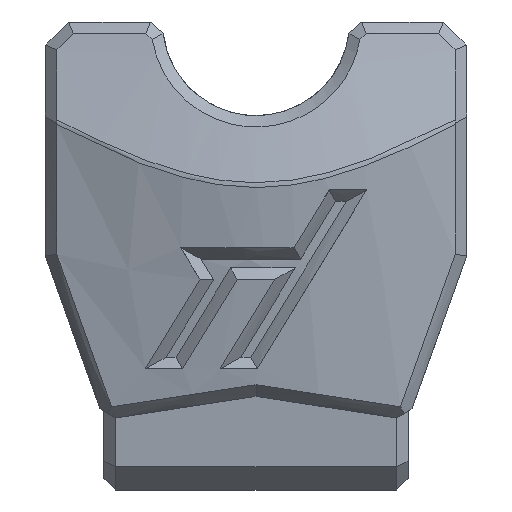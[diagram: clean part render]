
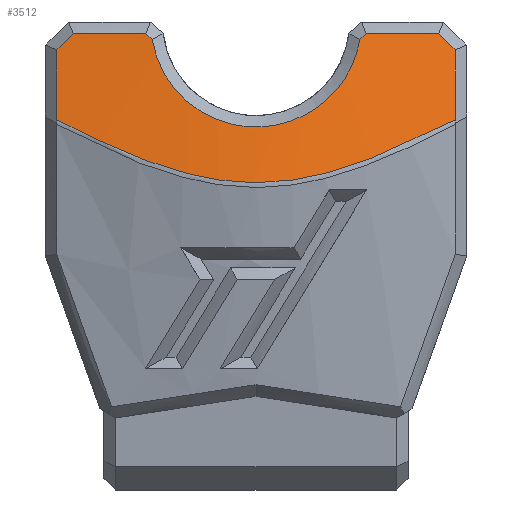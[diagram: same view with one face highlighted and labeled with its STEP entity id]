
A CAD part, front view. The second image highlights one B-rep face of the part: STEP entity #3512.
In plain terms, the highlighted free-form (B-spline) face has degree [3, 3] with [5, 4] control points.
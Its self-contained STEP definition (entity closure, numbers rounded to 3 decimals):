
#980=FACE_OUTER_BOUND('',#1174,.T.);
#1174=EDGE_LOOP('',(#2606,#2607,#2608,#2609,#2610,#2611,#2612,#2613,#2614,
#2615));
#1398=B_SPLINE_CURVE_WITH_KNOTS('',3,(#5330,#5331,#5332,#5333,#5334,#5335,
#5336,#5337),.UNSPECIFIED.,.F.,.F.,(4,1,2,1,4),(-1.809,-1.446,
-0.901,-0.356,0.007),
 .UNSPECIFIED.);
#1406=B_SPLINE_CURVE_WITH_KNOTS('',3,(#5417,#5418,#5419,#5420),
 .UNSPECIFIED.,.F.,.F.,(4,4),(-0.381,-0.073),
 .UNSPECIFIED.);
#1414=B_SPLINE_CURVE_WITH_KNOTS('',3,(#5478,#5479,#5480,#5481),
 .UNSPECIFIED.,.F.,.F.,(4,4),(-0.291,0.018),
 .UNSPECIFIED.);
#1421=B_SPLINE_CURVE_WITH_KNOTS('',3,(#5564,#5565,#5566,#5567),
 .UNSPECIFIED.,.F.,.F.,(4,4),(-0.167,-0.07),
 .UNSPECIFIED.);
#1424=B_SPLINE_CURVE_WITH_KNOTS('',3,(#5597,#5598,#5599,#5600),
 .UNSPECIFIED.,.F.,.F.,(4,4),(-0.385,-0.072),
 .UNSPECIFIED.);
#1428=B_SPLINE_CURVE_WITH_KNOTS('',3,(#5635,#5636,#5637,#5638),
 .UNSPECIFIED.,.F.,.F.,(4,4),(-0.11,-0.071),
 .UNSPECIFIED.);
#1432=B_SPLINE_CURVE_WITH_KNOTS('',3,(#5698,#5699,#5700,#5701,#5702,#5703,
#5704,#5705),.UNSPECIFIED.,.F.,.F.,(4,1,2,1,4),(-1.167,-0.955,
-0.592,-0.229,-0.016),.UNSPECIFIED.);
#1437=B_SPLINE_CURVE_WITH_KNOTS('',3,(#5758,#5759,#5760,#5761),
 .UNSPECIFIED.,.F.,.F.,(4,4),(-0.107,-0.068),
 .UNSPECIFIED.);
#1441=B_SPLINE_CURVE_WITH_KNOTS('',3,(#5796,#5797,#5798,#5799),
 .UNSPECIFIED.,.F.,.F.,(4,4),(-0.382,-0.07),
 .UNSPECIFIED.);
#1445=B_SPLINE_CURVE_WITH_KNOTS('',3,(#5833,#5834,#5835,#5836),
 .UNSPECIFIED.,.F.,.F.,(4,4),(-0.174,-0.072),
 .UNSPECIFIED.);
#1528=VERTEX_POINT('',#5315);
#1529=VERTEX_POINT('',#5329);
#1534=VERTEX_POINT('',#5416);
#1540=VERTEX_POINT('',#5471);
#1545=VERTEX_POINT('',#5563);
#1547=VERTEX_POINT('',#5596);
#1550=VERTEX_POINT('',#5634);
#1553=VERTEX_POINT('',#5697);
#1557=VERTEX_POINT('',#5757);
#1560=VERTEX_POINT('',#5795);
#1900=EDGE_CURVE('',#1528,#1529,#1398,.T.);
#1908=EDGE_CURVE('',#1529,#1534,#1406,.T.);
#1916=EDGE_CURVE('',#1540,#1528,#1414,.T.);
#1923=EDGE_CURVE('',#1545,#1540,#1421,.T.);
#1926=EDGE_CURVE('',#1547,#1545,#1424,.T.);
#1930=EDGE_CURVE('',#1550,#1547,#1428,.T.);
#1934=EDGE_CURVE('',#1553,#1550,#1432,.T.);
#1939=EDGE_CURVE('',#1557,#1553,#1437,.T.);
#1943=EDGE_CURVE('',#1560,#1557,#1441,.T.);
#1947=EDGE_CURVE('',#1534,#1560,#1445,.T.);
#2606=ORIENTED_EDGE('',*,*,#1900,.F.);
#2607=ORIENTED_EDGE('',*,*,#1916,.F.);
#2608=ORIENTED_EDGE('',*,*,#1923,.F.);
#2609=ORIENTED_EDGE('',*,*,#1926,.F.);
#2610=ORIENTED_EDGE('',*,*,#1930,.F.);
#2611=ORIENTED_EDGE('',*,*,#1934,.F.);
#2612=ORIENTED_EDGE('',*,*,#1939,.F.);
#2613=ORIENTED_EDGE('',*,*,#1943,.F.);
#2614=ORIENTED_EDGE('',*,*,#1947,.F.);
#2615=ORIENTED_EDGE('',*,*,#1908,.F.);
#3464=B_SPLINE_SURFACE_WITH_KNOTS('',3,3,((#5952,#5953,#5954,#5955),(#5956,
#5957,#5958,#5959),(#5960,#5961,#5962,#5963),(#5964,#5965,#5966,#5967),
(#5968,#5969,#5970,#5971)),.UNSPECIFIED.,.F.,.F.,.F.,(4,1,4),(4,4),(0.,
1.,2.),(0.,1.),.UNSPECIFIED.);
#3512=ADVANCED_FACE('',(#980),#3464,.F.);
#5315=CARTESIAN_POINT('',(8.505,-6.54,15.826));
#5329=CARTESIAN_POINT('',(-8.505,-6.54,15.826));
#5330=CARTESIAN_POINT('Ctrl Pts',(8.505,-6.54,15.826));
#5331=CARTESIAN_POINT('Ctrl Pts',(7.462,-6.837,15.281));
#5332=CARTESIAN_POINT('Ctrl Pts',(4.816,-7.542,13.985));
#5333=CARTESIAN_POINT('Ctrl Pts',(1.856,-8.005,13.129));
#5334=CARTESIAN_POINT('Ctrl Pts',(-1.856,-8.005,13.129));
#5335=CARTESIAN_POINT('Ctrl Pts',(-4.816,-7.542,13.985));
#5336=CARTESIAN_POINT('Ctrl Pts',(-7.462,-6.837,15.281));
#5337=CARTESIAN_POINT('Ctrl Pts',(-8.505,-6.54,15.826));
#5416=CARTESIAN_POINT('',(-8.506,-5.769,18.816));
#5417=CARTESIAN_POINT('Ctrl Pts',(-8.505,-6.54,15.826));
#5418=CARTESIAN_POINT('Ctrl Pts',(-8.505,-6.283,16.822));
#5419=CARTESIAN_POINT('Ctrl Pts',(-8.506,-6.026,17.819));
#5420=CARTESIAN_POINT('Ctrl Pts',(-8.506,-5.769,18.816));
#5471=CARTESIAN_POINT('',(8.506,-5.769,18.816));
#5478=CARTESIAN_POINT('Ctrl Pts',(8.506,-5.769,18.816));
#5479=CARTESIAN_POINT('Ctrl Pts',(8.506,-6.026,17.819));
#5480=CARTESIAN_POINT('Ctrl Pts',(8.505,-6.283,16.822));
#5481=CARTESIAN_POINT('Ctrl Pts',(8.505,-6.54,15.826));
#5563=CARTESIAN_POINT('',(7.806,-5.699,19.515));
#5564=CARTESIAN_POINT('Ctrl Pts',(7.806,-5.699,19.515));
#5565=CARTESIAN_POINT('Ctrl Pts',(8.042,-5.723,19.28));
#5566=CARTESIAN_POINT('Ctrl Pts',(8.275,-5.746,19.047));
#5567=CARTESIAN_POINT('Ctrl Pts',(8.506,-5.769,18.816));
#5596=CARTESIAN_POINT('',(4.71,-6.127,19.515));
#5597=CARTESIAN_POINT('Ctrl Pts',(4.71,-6.127,19.515));
#5598=CARTESIAN_POINT('Ctrl Pts',(5.745,-6.008,19.515));
#5599=CARTESIAN_POINT('Ctrl Pts',(6.777,-5.86,19.515));
#5600=CARTESIAN_POINT('Ctrl Pts',(7.806,-5.699,19.515));
#5634=CARTESIAN_POINT('',(4.438,-6.222,19.259));
#5635=CARTESIAN_POINT('Ctrl Pts',(4.438,-6.222,19.259));
#5636=CARTESIAN_POINT('Ctrl Pts',(4.528,-6.19,19.344));
#5637=CARTESIAN_POINT('Ctrl Pts',(4.619,-6.159,19.43));
#5638=CARTESIAN_POINT('Ctrl Pts',(4.71,-6.127,19.515));
#5697=CARTESIAN_POINT('',(-4.438,-6.222,19.259));
#5698=CARTESIAN_POINT('Ctrl Pts',(-4.438,-6.222,19.259));
#5699=CARTESIAN_POINT('Ctrl Pts',(-4.313,-6.425,18.504));
#5700=CARTESIAN_POINT('Ctrl Pts',(-3.455,-7.009,16.554));
#5701=CARTESIAN_POINT('Ctrl Pts',(-1.381,-7.417,15.51));
#5702=CARTESIAN_POINT('Ctrl Pts',(1.38,-7.417,15.508));
#5703=CARTESIAN_POINT('Ctrl Pts',(3.457,-7.008,16.557));
#5704=CARTESIAN_POINT('Ctrl Pts',(4.313,-6.425,18.504));
#5705=CARTESIAN_POINT('Ctrl Pts',(4.438,-6.222,19.259));
#5757=CARTESIAN_POINT('',(-4.71,-6.127,19.515));
#5758=CARTESIAN_POINT('Ctrl Pts',(-4.71,-6.127,19.515));
#5759=CARTESIAN_POINT('Ctrl Pts',(-4.619,-6.159,19.43));
#5760=CARTESIAN_POINT('Ctrl Pts',(-4.528,-6.19,19.344));
#5761=CARTESIAN_POINT('Ctrl Pts',(-4.438,-6.222,19.259));
#5795=CARTESIAN_POINT('',(-7.806,-5.699,19.515));
#5796=CARTESIAN_POINT('Ctrl Pts',(-7.806,-5.699,19.515));
#5797=CARTESIAN_POINT('Ctrl Pts',(-6.777,-5.86,19.515));
#5798=CARTESIAN_POINT('Ctrl Pts',(-5.745,-6.008,19.515));
#5799=CARTESIAN_POINT('Ctrl Pts',(-4.71,-6.127,19.515));
#5833=CARTESIAN_POINT('Ctrl Pts',(-8.506,-5.769,18.816));
#5834=CARTESIAN_POINT('Ctrl Pts',(-8.275,-5.746,19.047));
#5835=CARTESIAN_POINT('Ctrl Pts',(-8.042,-5.723,19.28));
#5836=CARTESIAN_POINT('Ctrl Pts',(-7.806,-5.699,19.515));
#5952=CARTESIAN_POINT('Ctrl Pts',(11.,-5.831,17.076));
#5953=CARTESIAN_POINT('Ctrl Pts',(11.,-5.487,18.359));
#5954=CARTESIAN_POINT('Ctrl Pts',(11.,-5.143,19.641));
#5955=CARTESIAN_POINT('Ctrl Pts',(11.,-4.798,20.924));
#5956=CARTESIAN_POINT('Ctrl Pts',(7.333,-6.931,15.05));
#5957=CARTESIAN_POINT('Ctrl Pts',(7.333,-6.432,17.013));
#5958=CARTESIAN_POINT('Ctrl Pts',(7.333,-5.933,18.975));
#5959=CARTESIAN_POINT('Ctrl Pts',(7.333,-5.434,20.938));
#5960=CARTESIAN_POINT('Ctrl Pts',(0.,-9.131,10.999));
#5961=CARTESIAN_POINT('Ctrl Pts',(0.,-8.322,14.321));
#5962=CARTESIAN_POINT('Ctrl Pts',(0.,-7.513,17.643));
#5963=CARTESIAN_POINT('Ctrl Pts',(0.,-6.704,20.965));
#5964=CARTESIAN_POINT('Ctrl Pts',(-7.333,-6.931,15.05));
#5965=CARTESIAN_POINT('Ctrl Pts',(-7.333,-6.432,17.013));
#5966=CARTESIAN_POINT('Ctrl Pts',(-7.333,-5.933,18.975));
#5967=CARTESIAN_POINT('Ctrl Pts',(-7.333,-5.434,20.938));
#5968=CARTESIAN_POINT('Ctrl Pts',(-11.,-5.831,17.076));
#5969=CARTESIAN_POINT('Ctrl Pts',(-11.,-5.487,18.359));
#5970=CARTESIAN_POINT('Ctrl Pts',(-11.,-5.143,19.641));
#5971=CARTESIAN_POINT('Ctrl Pts',(-11.,-4.798,20.924));
